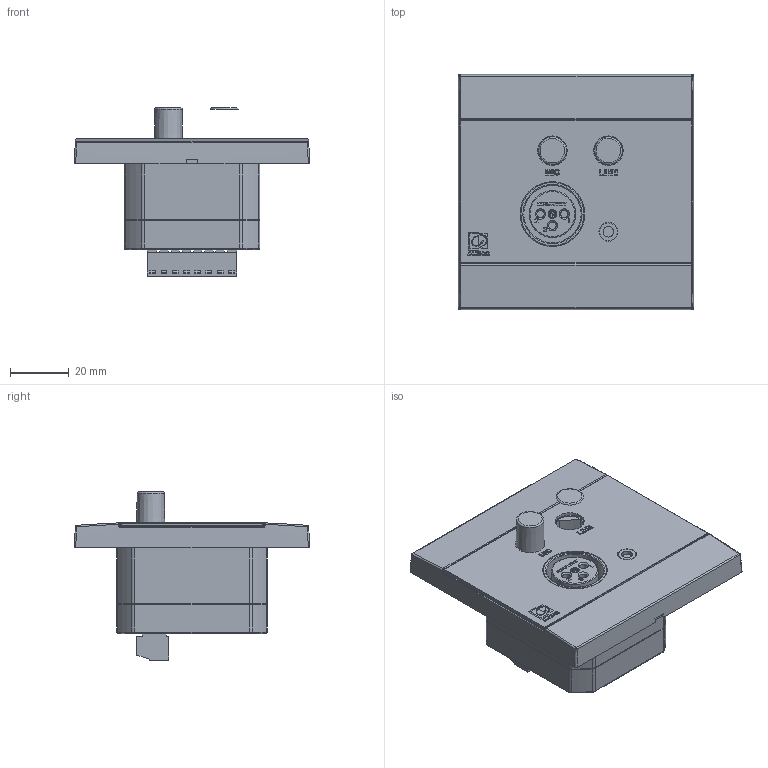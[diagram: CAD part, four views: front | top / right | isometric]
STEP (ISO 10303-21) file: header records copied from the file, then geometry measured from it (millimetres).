
FILE_DESCRIPTION(/* description */ (''),/* implementation_level */ '2;1');
FILE_NAME(/* name */ 'AUDAC-WP205.stp',/* time_stamp */ '2021-06-07T15:24:30+02:00',/* author */ ('kamiel'),/* organization */ (''),/* preprocessor_version */ 'ST-DEVELOPER v18.1',/* originating_system */ 'Autodesk Inventor 2021',/* authorisation */ '');
FILE_SCHEMA (('AUTOMOTIVE_DESIGN { 1 0 10303 214 3 1 1 }'));
Length unit declared in the file: millimetre
Products named in the file (1): AUDAC-WP205
Bounding box: 80 x 80 x 57.1 mm (x, y, z)
Volume: 120391.3 mm3; surface area: 36516 mm2
Topology: 1 solids, 13 shells, 1469 faces, 3857 edges, 2517 vertices
Faces by surface type: plane 1074, cylinder 237, torus 53, bspline 52, cone 37, sphere 16
Full cylindrical faces by diameter (mm): 1.9 x16, 2 x8, 2.5 x4, 2.9 x16, 3 x1, 3.6 x1, 6 x1, 6.4 x2, 10 x4, 15.85 x1, 19.5 x1, 22 x2
Entity records: 48752 total; most frequent: CARTESIAN_POINT 10651, ORIENTED_EDGE 7714, DIRECTION 7255, EDGE_CURVE 3857, LINE 2973, VECTOR 2973, VERTEX_POINT 2517, AXIS2_PLACEMENT_3D 2141
